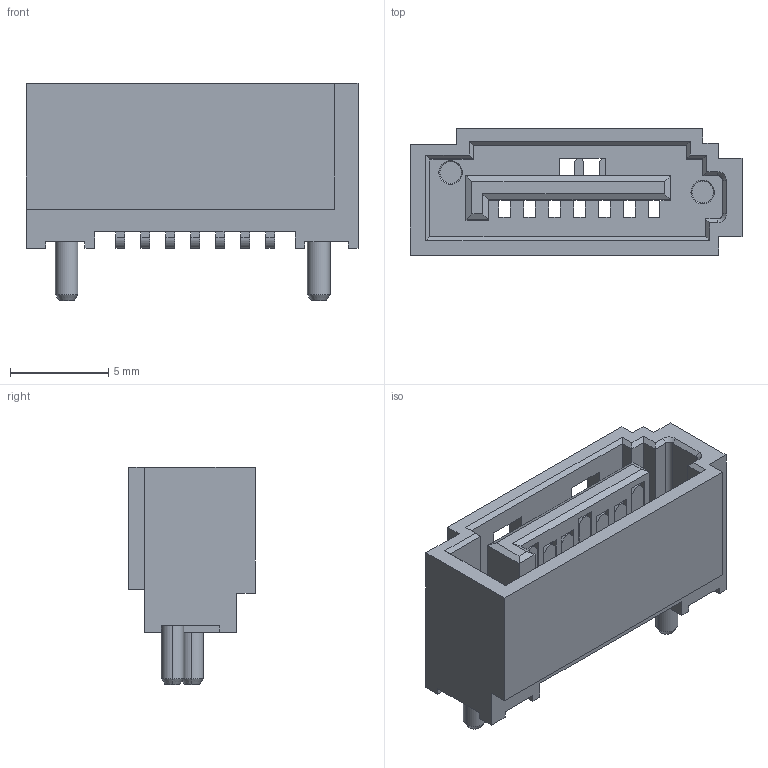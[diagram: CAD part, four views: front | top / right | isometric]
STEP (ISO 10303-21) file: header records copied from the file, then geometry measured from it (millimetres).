
FILE_DESCRIPTION((''),'2;1');
FILE_NAME('678005005','2005-10-19T',('rnarayana'),(''),'PRO/ENGINEER BY PARAMETRIC TECHNOLOGY CORPORATION, 2003451','PRO/ENGINEER BY PARAMETRIC TECHNOLOGY CORPORATION, 2003451','');
FILE_SCHEMA(('CONFIG_CONTROL_DESIGN'));
Length unit declared in the file: millimetre
Products named in the file (1): 678005005
Bounding box: 16.9 x 6.45 x 11.05 mm (x, y, z)
Volume: 438.8 mm3; surface area: 1058.6 mm2
Topology: 1 solids, 1 shells, 339 faces, 1008 edges, 668 vertices
Faces by surface type: plane 305, cylinder 24, cone 10
Entity records: 11136 total; most frequent: CARTESIAN_POINT 1976, ORIENTED_EDGE 1944, DIRECTION 1750, EDGE_CURVE 972, VECTOR 946, LINE 946, VERTEX_POINT 628, AXIS2_PLACEMENT_3D 402
